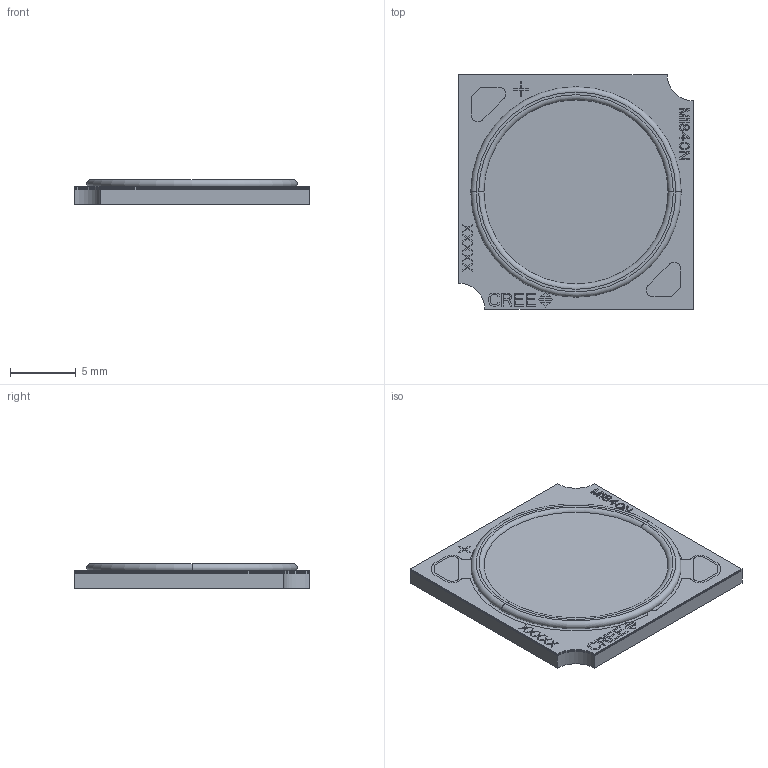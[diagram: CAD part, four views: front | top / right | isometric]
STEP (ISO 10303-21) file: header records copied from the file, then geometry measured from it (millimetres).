
FILE_DESCRIPTION((''),'2;1');
FILE_NAME('2500-00683_ASM','2017-08-11T',('dcronin'),(''),'PRO/ENGINEER BY PARAMETRIC TECHNOLOGY CORPORATION, 2010140','PRO/ENGINEER BY PARAMETRIC TECHNOLOGY CORPORATION, 2010140','');
FILE_SCHEMA(('CONFIG_CONTROL_DESIGN'));
Products named in the file (10): 2500-00683-ROUT; 2500-00683-TM; 2500-00683-SM; 2500-00683; 2500-00683-DI; 2500-00683-POS; 2500-00683-ENCAP; CREE_LOGO_NEW; M1840N_CMA; 2500-00683_ASM
Assembly tree (9 placements, depth 2):
  2500-00683_ASM
    2500-00683-ROUT
    2500-00683-TM
    2500-00683-SM
    2500-00683
    2500-00683-DI
    2500-00683-POS
    2500-00683-ENCAP
    CREE_LOGO_NEW
    M1840N_CMA
Bounding box: 17.85 x 17.85 x 1.87 mm (x, y, z)
Volume: 520.5 mm3; surface area: 2180.6 mm2
Topology: 26 solids, 26 shells, 515 faces, 1386 edges, 924 vertices
Faces by surface type: plane 435, cylinder 76, torus 4
Entity records: 16175 total; most frequent: CARTESIAN_POINT 2844, ORIENTED_EDGE 2772, DIRECTION 2618, EDGE_CURVE 1386, VECTOR 1222, LINE 1222, VERTEX_POINT 924, AXIS2_PLACEMENT_3D 698
